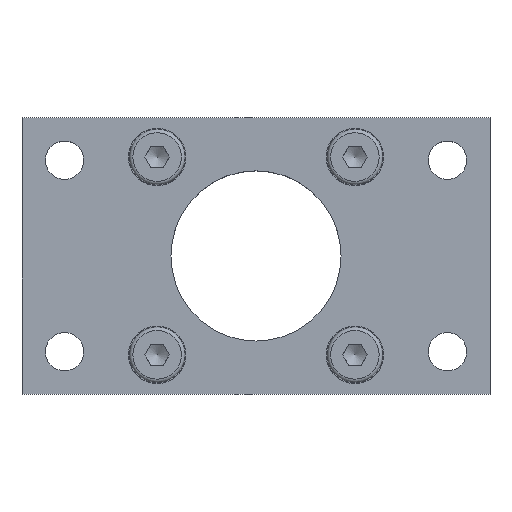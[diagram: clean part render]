
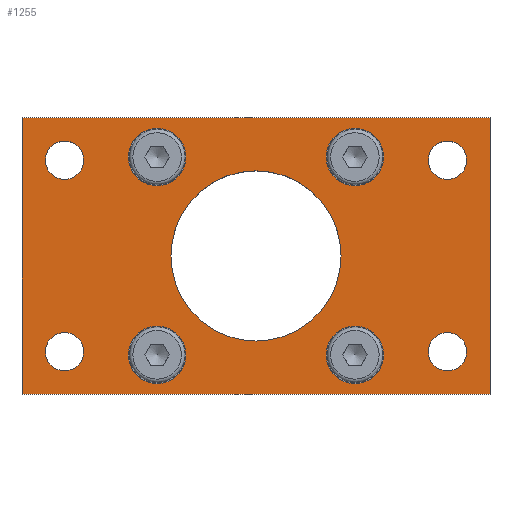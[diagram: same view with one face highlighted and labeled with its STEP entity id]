
A CAD part, top view. The second image highlights one B-rep face of the part: STEP entity #1255.
In plain terms, the highlighted planar face has unit normal (0, 0, 1).
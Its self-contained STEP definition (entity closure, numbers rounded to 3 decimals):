
#68=LINE('',#1984,#128);
#72=LINE('',#1991,#132);
#75=LINE('',#1997,#135);
#77=LINE('',#2000,#137);
#128=VECTOR('',#1633,65.);
#132=VECTOR('',#1639,110.);
#135=VECTOR('',#1644,65.);
#137=VECTOR('',#1648,110.);
#197=PLANE('',#1384);
#277=FACE_BOUND('',#476,.T.);
#278=FACE_BOUND('',#477,.T.);
#279=FACE_BOUND('',#478,.T.);
#280=FACE_BOUND('',#479,.T.);
#281=FACE_BOUND('',#480,.T.);
#282=FACE_BOUND('',#481,.T.);
#283=FACE_BOUND('',#482,.T.);
#284=FACE_BOUND('',#483,.T.);
#285=FACE_BOUND('',#484,.T.);
#352=FACE_OUTER_BOUND('',#475,.T.);
#475=EDGE_LOOP('',(#994,#995,#996,#997));
#476=EDGE_LOOP('',(#998));
#477=EDGE_LOOP('',(#999));
#478=EDGE_LOOP('',(#1000));
#479=EDGE_LOOP('',(#1001));
#480=EDGE_LOOP('',(#1002));
#481=EDGE_LOOP('',(#1003));
#482=EDGE_LOOP('',(#1004));
#483=EDGE_LOOP('',(#1005));
#484=EDGE_LOOP('',(#1006));
#543=CIRCLE('',#1337,6.75);
#545=CIRCLE('',#1340,6.75);
#547=CIRCLE('',#1343,6.75);
#549=CIRCLE('',#1346,6.75);
#560=CIRCLE('',#1366,4.5);
#562=CIRCLE('',#1369,4.5);
#564=CIRCLE('',#1372,4.5);
#566=CIRCLE('',#1375,4.5);
#568=CIRCLE('',#1378,20.);
#621=VERTEX_POINT('',#1909);
#623=VERTEX_POINT('',#1914);
#625=VERTEX_POINT('',#1919);
#627=VERTEX_POINT('',#1924);
#638=VERTEX_POINT('',#1955);
#640=VERTEX_POINT('',#1960);
#642=VERTEX_POINT('',#1965);
#644=VERTEX_POINT('',#1970);
#646=VERTEX_POINT('',#1975);
#649=VERTEX_POINT('',#1981);
#650=VERTEX_POINT('',#1983);
#652=VERTEX_POINT('',#1989);
#654=VERTEX_POINT('',#1995);
#743=EDGE_CURVE('',#621,#621,#543,.T.);
#745=EDGE_CURVE('',#623,#623,#545,.T.);
#747=EDGE_CURVE('',#625,#625,#547,.T.);
#749=EDGE_CURVE('',#627,#627,#549,.T.);
#760=EDGE_CURVE('',#638,#638,#560,.T.);
#762=EDGE_CURVE('',#640,#640,#562,.T.);
#764=EDGE_CURVE('',#642,#642,#564,.T.);
#766=EDGE_CURVE('',#644,#644,#566,.T.);
#768=EDGE_CURVE('',#646,#646,#568,.T.);
#771=EDGE_CURVE('',#650,#649,#68,.T.);
#775=EDGE_CURVE('',#649,#652,#72,.T.);
#778=EDGE_CURVE('',#652,#654,#75,.T.);
#780=EDGE_CURVE('',#654,#650,#77,.T.);
#994=ORIENTED_EDGE('',*,*,#780,.T.);
#995=ORIENTED_EDGE('',*,*,#771,.T.);
#996=ORIENTED_EDGE('',*,*,#775,.T.);
#997=ORIENTED_EDGE('',*,*,#778,.T.);
#998=ORIENTED_EDGE('',*,*,#743,.F.);
#999=ORIENTED_EDGE('',*,*,#745,.F.);
#1000=ORIENTED_EDGE('',*,*,#747,.F.);
#1001=ORIENTED_EDGE('',*,*,#749,.F.);
#1002=ORIENTED_EDGE('',*,*,#760,.T.);
#1003=ORIENTED_EDGE('',*,*,#762,.T.);
#1004=ORIENTED_EDGE('',*,*,#764,.T.);
#1005=ORIENTED_EDGE('',*,*,#766,.T.);
#1006=ORIENTED_EDGE('',*,*,#768,.T.);
#1255=ADVANCED_FACE('',(#352,#277,#278,#279,#280,#281,#282,#283,#284,#285),
#197,.T.);
#1337=AXIS2_PLACEMENT_3D('',#1910,#1545,#1546);
#1340=AXIS2_PLACEMENT_3D('',#1915,#1551,#1552);
#1343=AXIS2_PLACEMENT_3D('',#1920,#1557,#1558);
#1346=AXIS2_PLACEMENT_3D('',#1925,#1563,#1564);
#1366=AXIS2_PLACEMENT_3D('',#1956,#1603,#1604);
#1369=AXIS2_PLACEMENT_3D('',#1961,#1609,#1610);
#1372=AXIS2_PLACEMENT_3D('',#1966,#1615,#1616);
#1375=AXIS2_PLACEMENT_3D('',#1971,#1621,#1622);
#1378=AXIS2_PLACEMENT_3D('',#1976,#1627,#1628);
#1384=AXIS2_PLACEMENT_3D('',#2002,#1651,#1652);
#1545=DIRECTION('center_axis',(0.,0.,1.));
#1546=DIRECTION('ref_axis',(-1.,0.,0.));
#1551=DIRECTION('center_axis',(0.,0.,1.));
#1552=DIRECTION('ref_axis',(-1.,0.,0.));
#1557=DIRECTION('center_axis',(0.,0.,1.));
#1558=DIRECTION('ref_axis',(-1.,0.,0.));
#1563=DIRECTION('center_axis',(0.,0.,1.));
#1564=DIRECTION('ref_axis',(-1.,0.,0.));
#1603=DIRECTION('center_axis',(0.,0.,-1.));
#1604=DIRECTION('ref_axis',(1.,0.,0.));
#1609=DIRECTION('center_axis',(0.,0.,-1.));
#1610=DIRECTION('ref_axis',(1.,0.,0.));
#1615=DIRECTION('center_axis',(0.,0.,-1.));
#1616=DIRECTION('ref_axis',(1.,0.,0.));
#1621=DIRECTION('center_axis',(0.,0.,-1.));
#1622=DIRECTION('ref_axis',(1.,0.,0.));
#1627=DIRECTION('center_axis',(0.,0.,-1.));
#1628=DIRECTION('ref_axis',(-1.,0.,0.));
#1633=DIRECTION('',(0.,1.,0.));
#1639=DIRECTION('',(-1.,0.,0.));
#1644=DIRECTION('',(0.,-1.,0.));
#1648=DIRECTION('',(1.,0.,0.));
#1651=DIRECTION('center_axis',(0.,0.,1.));
#1652=DIRECTION('ref_axis',(1.,0.,0.));
#1909=CARTESIAN_POINT('',(-16.5,-23.25,0.));
#1910=CARTESIAN_POINT('Origin',(-23.25,-23.25,0.));
#1914=CARTESIAN_POINT('',(-16.5,23.25,0.));
#1915=CARTESIAN_POINT('Origin',(-23.25,23.25,0.));
#1919=CARTESIAN_POINT('',(30.,-23.25,0.));
#1920=CARTESIAN_POINT('Origin',(23.25,-23.25,0.));
#1924=CARTESIAN_POINT('',(30.,23.25,0.));
#1925=CARTESIAN_POINT('Origin',(23.25,23.25,0.));
#1955=CARTESIAN_POINT('',(49.5,22.5,0.));
#1956=CARTESIAN_POINT('Origin',(45.,22.5,0.));
#1960=CARTESIAN_POINT('',(-40.5,22.5,0.));
#1961=CARTESIAN_POINT('Origin',(-45.,22.5,0.));
#1965=CARTESIAN_POINT('',(-40.5,-22.5,0.));
#1966=CARTESIAN_POINT('Origin',(-45.,-22.5,0.));
#1970=CARTESIAN_POINT('',(49.5,-22.5,0.));
#1971=CARTESIAN_POINT('Origin',(45.,-22.5,0.));
#1975=CARTESIAN_POINT('',(20.,0.,0.));
#1976=CARTESIAN_POINT('Origin',(0.,0.,0.));
#1981=CARTESIAN_POINT('',(55.,32.5,0.));
#1983=CARTESIAN_POINT('',(55.,-32.5,0.));
#1984=CARTESIAN_POINT('',(55.,-32.5,0.));
#1989=CARTESIAN_POINT('',(-55.,32.5,0.));
#1991=CARTESIAN_POINT('',(55.,32.5,0.));
#1995=CARTESIAN_POINT('',(-55.,-32.5,0.));
#1997=CARTESIAN_POINT('',(-55.,32.5,0.));
#2000=CARTESIAN_POINT('',(-55.,-32.5,0.));
#2002=CARTESIAN_POINT('Origin',(0.,0.,
0.));
